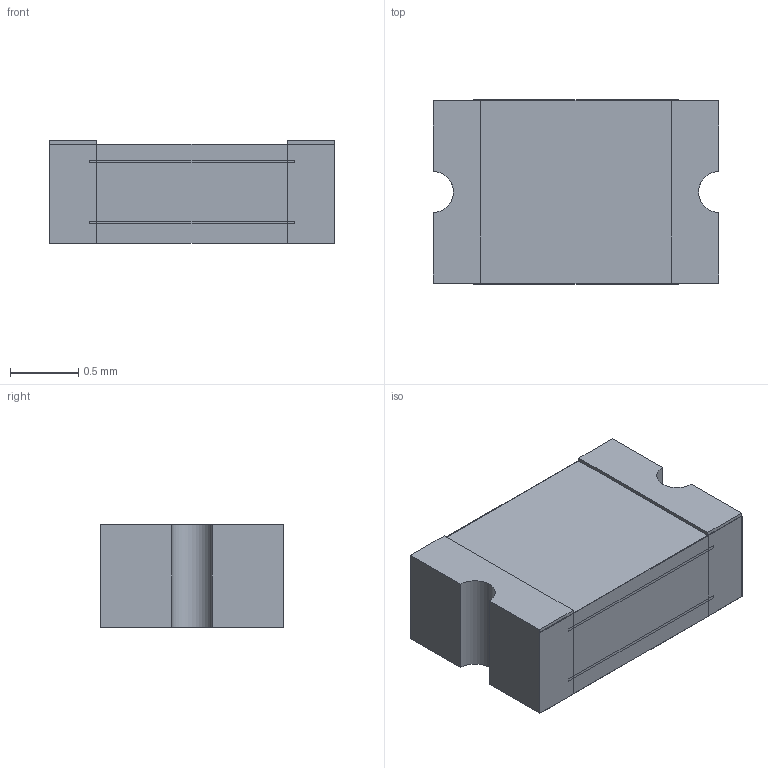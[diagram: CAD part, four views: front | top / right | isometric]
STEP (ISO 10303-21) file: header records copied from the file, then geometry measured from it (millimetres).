
FILE_DESCRIPTION(('FreeCAD Model'),'2;1');
FILE_NAME('292838.1.2.stp','2021-06-08T13:59:45',( 'Author'),(''),'Open CASCADE STEP processor 6.9','FreeCAD','Unknown' );
FILE_SCHEMA(('AUTOMOTIVE_DESIGN { 1 0 10303 214 1 1 1 1 }'));
Length unit declared in the file: millimetre
Products named in the file (5): ASSEMBLY; Rect6; Rect7; solidBody; Terminal
Assembly tree (4 placements, depth 2):
  ASSEMBLY
    Rect6
    Rect7
    solidBody
    Terminal
Bounding box: 2.1 x 1.35 x 0.75 mm (x, y, z)
Volume: 2.1 mm3; surface area: 25.2 mm2
Topology: 5 solids, 5 shells, 58 faces, 120 edges, 72 vertices
Faces by surface type: plane 56, cylinder 2
Entity records: 3160 total; most frequent: CARTESIAN_POINT 515, DIRECTION 480, LINE 344, VECTOR 344, ORIENTED_EDGE 240, PCURVE 240, DEFINITIONAL_REPRESENTATION 240, EDGE_CURVE 120
